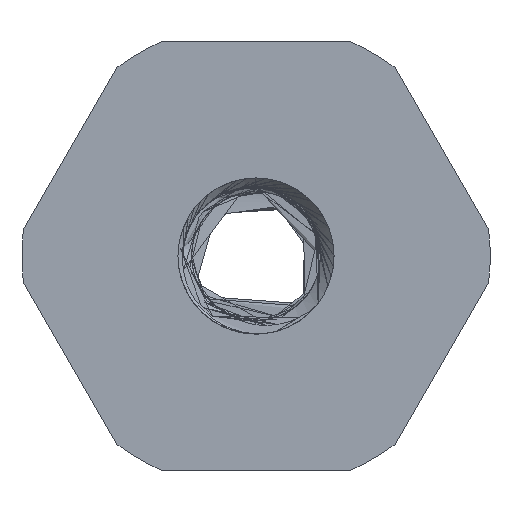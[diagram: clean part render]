
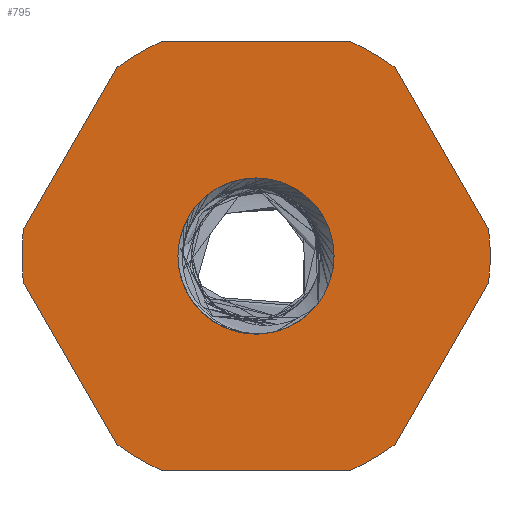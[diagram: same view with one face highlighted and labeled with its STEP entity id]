
A CAD part, front view. The second image highlights one B-rep face of the part: STEP entity #795.
In plain terms, the highlighted planar face has unit normal (0, -1, 0).
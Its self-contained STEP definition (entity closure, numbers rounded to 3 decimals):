
#61 = VERTEX_POINT ( 'NONE', #11037 ) ;
#63 = VERTEX_POINT ( 'NONE', #11076 ) ;
#100 = DIRECTION ( 'NONE',  ( 0., 1., 0. ) ) ;
#244 = CIRCLE ( 'NONE', #5476, 2. ) ;
#256 = DIRECTION ( 'NONE',  ( 0., 0., 1. ) ) ;
#356 = CARTESIAN_POINT ( 'NONE',  ( -3.564, 0., -4.827 ) ) ;
#650 = DIRECTION ( 'NONE',  ( 0.5, 0., -0.866 ) ) ;
#795 = ADVANCED_FACE ( 'NONE', ( #5731, #5423 ), #7966, .F. ) ;
#900 = ORIENTED_EDGE ( 'NONE', *, *, #5122, .F. ) ;
#908 = EDGE_CURVE ( 'NONE', #2559, #7612, #244, .T. ) ;
#1158 = CIRCLE ( 'NONE', #3544, 2. ) ;
#1259 = DIRECTION ( 'NONE',  ( -0.5, 0., 0.866 ) ) ;
#1282 = CARTESIAN_POINT ( 'NONE',  ( 1.553, 0., -1.261 ) ) ;
#1292 = AXIS2_PLACEMENT_3D ( 'NONE', #4808, #100, #256 ) ;
#1336 = CARTESIAN_POINT ( 'NONE',  ( 0., 0., -2. ) ) ;
#1394 = DIRECTION ( 'NONE',  ( 0., 1., 0. ) ) ;
#1410 = VERTEX_POINT ( 'NONE', #2316 ) ;
#1454 = VECTOR ( 'NONE', #8212, 1000. ) ;
#1501 = DIRECTION ( 'NONE',  ( 1., 0., 0. ) ) ;
#1512 = CARTESIAN_POINT ( 'NONE',  ( 0., 0., 0. ) ) ;
#1886 = EDGE_CURVE ( 'NONE', #10185, #2387, #7016, .T. ) ;
#1949 = ORIENTED_EDGE ( 'NONE', *, *, #12011, .F. ) ;
#2005 = LINE ( 'NONE', #11655, #8880 ) ;
#2160 = VECTOR ( 'NONE', #650, 1000. ) ;
#2174 = CIRCLE ( 'NONE', #9028, 2. ) ;
#2189 = ORIENTED_EDGE ( 'NONE', *, *, #9563, .T. ) ;
#2316 = CARTESIAN_POINT ( 'NONE',  ( 5.962, 0., 0.673 ) ) ;
#2320 = DIRECTION ( 'NONE',  ( 0., 0., 1. ) ) ;
#2387 = VERTEX_POINT ( 'NONE', #356 ) ;
#2480 = DIRECTION ( 'NONE',  ( 0., 1., 0. ) ) ;
#2559 = VERTEX_POINT ( 'NONE', #1282 ) ;
#2640 = EDGE_CURVE ( 'NONE', #63, #2559, #2174, .T. ) ;
#2694 = ORIENTED_EDGE ( 'NONE', *, *, #7451, .F. ) ;
#3098 = DIRECTION ( 'NONE',  ( 0., 0., 1. ) ) ;
#3182 = DIRECTION ( 'NONE',  ( 0., 1., 0. ) ) ;
#3210 = DIRECTION ( 'NONE',  ( 0., 0., 1. ) ) ;
#3292 = ORIENTED_EDGE ( 'NONE', *, *, #10533, .F. ) ;
#3544 = AXIS2_PLACEMENT_3D ( 'NONE', #11826, #7027, #11898 ) ;
#3560 = CARTESIAN_POINT ( 'NONE',  ( 3.564, 0., 4.827 ) ) ;
#3633 = CARTESIAN_POINT ( 'NONE',  ( 3.564, 0., -4.827 ) ) ;
#3670 = CIRCLE ( 'NONE', #9577, 6. ) ;
#3815 = AXIS2_PLACEMENT_3D ( 'NONE', #4549, #8497, #8541 ) ;
#3958 = AXIS2_PLACEMENT_3D ( 'NONE', #7772, #6811, #11447 ) ;
#3964 = DIRECTION ( 'NONE',  ( 0., 0., 1. ) ) ;
#3982 = VERTEX_POINT ( 'NONE', #6085 ) ;
#4002 = EDGE_CURVE ( 'NONE', #7612, #5308, #1158, .T. ) ;
#4082 = DIRECTION ( 'NONE',  ( 0., 1., 0. ) ) ;
#4220 = EDGE_LOOP ( 'NONE', ( #900, #3292, #2694, #8638, #10806, #7712, #6556, #5717, #1949, #5417, #9183, #11538 ) ) ;
#4278 = CARTESIAN_POINT ( 'NONE',  ( 0., 0., 0. ) ) ;
#4549 = CARTESIAN_POINT ( 'NONE',  ( 0., 0., 0. ) ) ;
#4560 = EDGE_CURVE ( 'NONE', #2387, #61, #5575, .T. ) ;
#4682 = DIRECTION ( 'NONE',  ( 0., 1., 0. ) ) ;
#4712 = LINE ( 'NONE', #5343, #1454 ) ;
#4808 = CARTESIAN_POINT ( 'NONE',  ( 0., 0., 0. ) ) ;
#4960 = CARTESIAN_POINT ( 'NONE',  ( -2.398, 0., 5.5 ) ) ;
#5016 = DIRECTION ( 'NONE',  ( 0., 1., 0. ) ) ;
#5093 = DIRECTION ( 'NONE',  ( -1., 0., 0. ) ) ;
#5122 = EDGE_CURVE ( 'NONE', #7419, #5921, #2005, .T. ) ;
#5203 = CARTESIAN_POINT ( 'NONE',  ( 0., 0., 0. ) ) ;
#5308 = VERTEX_POINT ( 'NONE', #1336 ) ;
#5327 = VECTOR ( 'NONE', #7764, 1000. ) ;
#5343 = CARTESIAN_POINT ( 'NONE',  ( 4.763, 0., -2.75 ) ) ;
#5417 = ORIENTED_EDGE ( 'NONE', *, *, #8757, .F. ) ;
#5423 = FACE_OUTER_BOUND ( 'NONE', #4220, .T. ) ;
#5476 = AXIS2_PLACEMENT_3D ( 'NONE', #5203, #9009, #3210 ) ;
#5575 = LINE ( 'NONE', #6692, #11264 ) ;
#5605 = CIRCLE ( 'NONE', #11723, 6. ) ;
#5629 = EDGE_LOOP ( 'NONE', ( #5709, #11252, #2189, #5985 ) ) ;
#5709 = ORIENTED_EDGE ( 'NONE', *, *, #908, .T. ) ;
#5717 = ORIENTED_EDGE ( 'NONE', *, *, #11749, .F. ) ;
#5731 = FACE_BOUND ( 'NONE', #5629, .T. ) ;
#5782 = CARTESIAN_POINT ( 'NONE',  ( 0.239, 0., -1.986 ) ) ;
#5921 = VERTEX_POINT ( 'NONE', #9476 ) ;
#5985 = ORIENTED_EDGE ( 'NONE', *, *, #2640, .T. ) ;
#6061 = CIRCLE ( 'NONE', #1292, 6. ) ;
#6085 = CARTESIAN_POINT ( 'NONE',  ( -3.564, 0., 4.827 ) ) ;
#6194 = CIRCLE ( 'NONE', #6425, 2. ) ;
#6425 = AXIS2_PLACEMENT_3D ( 'NONE', #7598, #4682, #6560 ) ;
#6556 = ORIENTED_EDGE ( 'NONE', *, *, #7547, .F. ) ;
#6560 = DIRECTION ( 'NONE',  ( 0., 0., 1. ) ) ;
#6617 = CARTESIAN_POINT ( 'NONE',  ( -2.398, 0., -5.5 ) ) ;
#6692 = CARTESIAN_POINT ( 'NONE',  ( -4.763, 0., -2.75 ) ) ;
#6793 = LINE ( 'NONE', #9356, #2160 ) ;
#6811 = DIRECTION ( 'NONE',  ( 0., 1., 0. ) ) ;
#6960 = CARTESIAN_POINT ( 'NONE',  ( -5.962, 0., 0.673 ) ) ;
#7002 = CARTESIAN_POINT ( 'NONE',  ( 0., 0., -5.5 ) ) ;
#7016 = CIRCLE ( 'NONE', #7746, 6. ) ;
#7027 = DIRECTION ( 'NONE',  ( 0., 1., 0. ) ) ;
#7419 = VERTEX_POINT ( 'NONE', #4960 ) ;
#7451 = EDGE_CURVE ( 'NONE', #11307, #3982, #11007, .T. ) ;
#7541 = CIRCLE ( 'NONE', #3815, 6. ) ;
#7547 = EDGE_CURVE ( 'NONE', #12183, #10185, #9211, .T. ) ;
#7598 = CARTESIAN_POINT ( 'NONE',  ( 0., 0., 0. ) ) ;
#7612 = VERTEX_POINT ( 'NONE', #5782 ) ;
#7712 = ORIENTED_EDGE ( 'NONE', *, *, #1886, .F. ) ;
#7746 = AXIS2_PLACEMENT_3D ( 'NONE', #1512, #1394, #2320 ) ;
#7764 = DIRECTION ( 'NONE',  ( 0.5, 0., 0.866 ) ) ;
#7772 = CARTESIAN_POINT ( 'NONE',  ( 0., 0., 0. ) ) ;
#7966 = PLANE ( 'NONE',  #8266 ) ;
#8212 = DIRECTION ( 'NONE',  ( -0.5, 0., -0.866 ) ) ;
#8266 = AXIS2_PLACEMENT_3D ( 'NONE', #10735, #4082, #3964 ) ;
#8489 = EDGE_CURVE ( 'NONE', #61, #11307, #7541, .T. ) ;
#8497 = DIRECTION ( 'NONE',  ( 0., 1., 0. ) ) ;
#8541 = DIRECTION ( 'NONE',  ( 0., 0., 1. ) ) ;
#8638 = ORIENTED_EDGE ( 'NONE', *, *, #8489, .F. ) ;
#8700 = EDGE_CURVE ( 'NONE', #5921, #11509, #3670, .T. ) ;
#8757 = EDGE_CURVE ( 'NONE', #1410, #8796, #5605, .T. ) ;
#8796 = VERTEX_POINT ( 'NONE', #9023 ) ;
#8818 = CARTESIAN_POINT ( 'NONE',  ( -4.763, 0., 2.75 ) ) ;
#8880 = VECTOR ( 'NONE', #1501, 1000. ) ;
#8962 = VERTEX_POINT ( 'NONE', #3633 ) ;
#9009 = DIRECTION ( 'NONE',  ( 0., 1., 0. ) ) ;
#9023 = CARTESIAN_POINT ( 'NONE',  ( 5.962, 0., -0.673 ) ) ;
#9028 = AXIS2_PLACEMENT_3D ( 'NONE', #4278, #2480, #11902 ) ;
#9079 = EDGE_CURVE ( 'NONE', #11509, #1410, #6793, .T. ) ;
#9183 = ORIENTED_EDGE ( 'NONE', *, *, #9079, .F. ) ;
#9211 = LINE ( 'NONE', #7002, #9957 ) ;
#9356 = CARTESIAN_POINT ( 'NONE',  ( 4.763, 0., 2.75 ) ) ;
#9476 = CARTESIAN_POINT ( 'NONE',  ( 2.398, 0., 5.5 ) ) ;
#9563 = EDGE_CURVE ( 'NONE', #5308, #63, #6194, .T. ) ;
#9577 = AXIS2_PLACEMENT_3D ( 'NONE', #10746, #5016, #11764 ) ;
#9786 = CARTESIAN_POINT ( 'NONE',  ( 0., 0., 0. ) ) ;
#9957 = VECTOR ( 'NONE', #5093, 1000. ) ;
#10077 = CIRCLE ( 'NONE', #3958, 6. ) ;
#10185 = VERTEX_POINT ( 'NONE', #6617 ) ;
#10533 = EDGE_CURVE ( 'NONE', #3982, #7419, #10077, .T. ) ;
#10735 = CARTESIAN_POINT ( 'NONE',  ( 0., 0., 0. ) ) ;
#10746 = CARTESIAN_POINT ( 'NONE',  ( 0., 0., 0. ) ) ;
#10806 = ORIENTED_EDGE ( 'NONE', *, *, #4560, .F. ) ;
#11007 = LINE ( 'NONE', #8818, #5327 ) ;
#11037 = CARTESIAN_POINT ( 'NONE',  ( -5.962, 0., -0.673 ) ) ;
#11076 = CARTESIAN_POINT ( 'NONE',  ( 0., 0., 2. ) ) ;
#11252 = ORIENTED_EDGE ( 'NONE', *, *, #4002, .T. ) ;
#11264 = VECTOR ( 'NONE', #1259, 1000. ) ;
#11307 = VERTEX_POINT ( 'NONE', #6960 ) ;
#11447 = DIRECTION ( 'NONE',  ( 0., 0., 1. ) ) ;
#11509 = VERTEX_POINT ( 'NONE', #3560 ) ;
#11538 = ORIENTED_EDGE ( 'NONE', *, *, #8700, .F. ) ;
#11655 = CARTESIAN_POINT ( 'NONE',  ( 0., 0., 5.5 ) ) ;
#11723 = AXIS2_PLACEMENT_3D ( 'NONE', #9786, #3182, #3098 ) ;
#11749 = EDGE_CURVE ( 'NONE', #8962, #12183, #6061, .T. ) ;
#11764 = DIRECTION ( 'NONE',  ( 0., 0., 1. ) ) ;
#11826 = CARTESIAN_POINT ( 'NONE',  ( 0., 0., 0. ) ) ;
#11898 = DIRECTION ( 'NONE',  ( 0., 0., 1. ) ) ;
#11902 = DIRECTION ( 'NONE',  ( 0., 0., 1. ) ) ;
#12011 = EDGE_CURVE ( 'NONE', #8796, #8962, #4712, .T. ) ;
#12074 = CARTESIAN_POINT ( 'NONE',  ( 2.398, 0., -5.5 ) ) ;
#12183 = VERTEX_POINT ( 'NONE', #12074 ) ;
